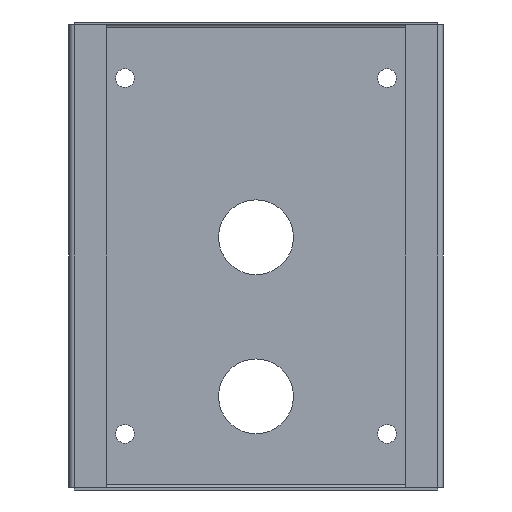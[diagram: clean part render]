
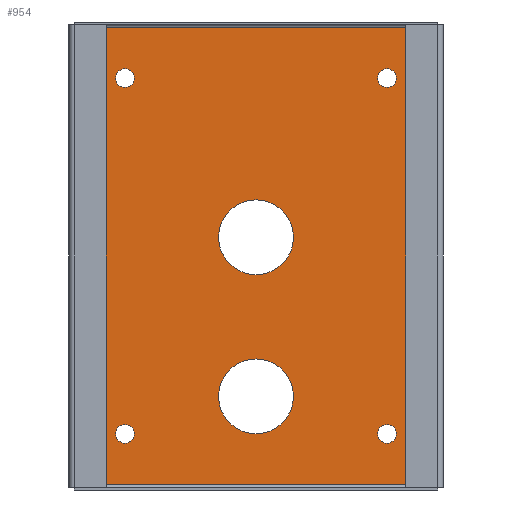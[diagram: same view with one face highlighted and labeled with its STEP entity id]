
A CAD part, front view. The second image highlights one B-rep face of the part: STEP entity #954.
In plain terms, the highlighted planar face has unit normal (0, -1, 0).
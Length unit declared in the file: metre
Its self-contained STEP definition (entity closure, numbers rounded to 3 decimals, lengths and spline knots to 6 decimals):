
#20=LINE('',#1455,#116);
#21=LINE('',#1458,#117);
#22=LINE('',#1460,#118);
#23=LINE('',#1462,#119);
#116=VECTOR('',#1165,1.);
#117=VECTOR('',#1166,1.);
#118=VECTOR('',#1167,1.);
#119=VECTOR('',#1168,1.);
#212=PLANE('',#1043);
#270=ORIENTED_EDGE('',*,*,#522,.F.);
#271=ORIENTED_EDGE('',*,*,#524,.F.);
#272=ORIENTED_EDGE('',*,*,#526,.T.);
#273=ORIENTED_EDGE('',*,*,#528,.F.);
#274=ORIENTED_EDGE('',*,*,#530,.F.);
#275=ORIENTED_EDGE('',*,*,#534,.T.);
#276=ORIENTED_EDGE('',*,*,#535,.F.);
#277=ORIENTED_EDGE('',*,*,#536,.T.);
#278=ORIENTED_EDGE('',*,*,#537,.T.);
#279=ORIENTED_EDGE('',*,*,#532,.T.);
#522=EDGE_CURVE('',#654,#654,#730,.T.);
#524=EDGE_CURVE('',#656,#656,#732,.T.);
#526=EDGE_CURVE('',#658,#658,#734,.F.);
#528=EDGE_CURVE('',#660,#660,#736,.T.);
#530=EDGE_CURVE('',#662,#662,#738,.T.);
#532=EDGE_CURVE('',#664,#664,#740,.F.);
#534=EDGE_CURVE('',#666,#667,#20,.T.);
#535=EDGE_CURVE('',#668,#667,#21,.F.);
#536=EDGE_CURVE('',#668,#669,#22,.T.);
#537=EDGE_CURVE('',#669,#666,#23,.T.);
#654=VERTEX_POINT('',#1426);
#656=VERTEX_POINT('',#1431);
#658=VERTEX_POINT('',#1436);
#660=VERTEX_POINT('',#1441);
#662=VERTEX_POINT('',#1446);
#664=VERTEX_POINT('',#1451);
#666=VERTEX_POINT('',#1456);
#667=VERTEX_POINT('',#1457);
#668=VERTEX_POINT('',#1459);
#669=VERTEX_POINT('',#1461);
#730=CIRCLE('',#1026,0.005);
#732=CIRCLE('',#1029,0.005);
#734=CIRCLE('',#1032,0.005);
#736=CIRCLE('',#1035,0.02);
#738=CIRCLE('',#1038,0.02);
#740=CIRCLE('',#1041,0.005);
#778=EDGE_LOOP('',(#270));
#779=EDGE_LOOP('',(#271));
#780=EDGE_LOOP('',(#272));
#781=EDGE_LOOP('',(#273));
#782=EDGE_LOOP('',(#274));
#783=EDGE_LOOP('',(#275,#276,#277,#278));
#784=EDGE_LOOP('',(#279));
#860=FACE_BOUND('',#778,.T.);
#861=FACE_BOUND('',#779,.T.);
#862=FACE_BOUND('',#780,.T.);
#863=FACE_BOUND('',#781,.T.);
#864=FACE_BOUND('',#782,.T.);
#865=FACE_BOUND('',#783,.T.);
#866=FACE_BOUND('',#784,.T.);
#954=ADVANCED_FACE('',(#860,#861,#862,#863,#864,#865,#866),#212,.T.);
#1026=AXIS2_PLACEMENT_3D('',#1425,#1129,#1130);
#1029=AXIS2_PLACEMENT_3D('',#1430,#1135,#1136);
#1032=AXIS2_PLACEMENT_3D('',#1435,#1141,#1142);
#1035=AXIS2_PLACEMENT_3D('',#1440,#1147,#1148);
#1038=AXIS2_PLACEMENT_3D('',#1445,#1153,#1154);
#1041=AXIS2_PLACEMENT_3D('',#1450,#1159,#1160);
#1043=AXIS2_PLACEMENT_3D('',#1454,#1163,#1164);
#1129=DIRECTION('',(0.,-1.,0.));
#1130=DIRECTION('',(0.,0.,-1.));
#1135=DIRECTION('',(0.,-1.,0.));
#1136=DIRECTION('',(0.,0.,-1.));
#1141=DIRECTION('',(0.,-1.,0.));
#1142=DIRECTION('',(0.,0.,-1.));
#1147=DIRECTION('',(0.,-1.,0.));
#1148=DIRECTION('',(0.,0.,-1.));
#1153=DIRECTION('',(0.,-1.,0.));
#1154=DIRECTION('',(0.,0.,-1.));
#1159=DIRECTION('',(0.,-1.,0.));
#1160=DIRECTION('',(0.,0.,-1.));
#1163=DIRECTION('',(0.,-1.,0.));
#1164=DIRECTION('',(0.,0.,-1.));
#1165=DIRECTION('',(-1.,0.,0.));
#1166=DIRECTION('',(0.,0.,-1.));
#1167=DIRECTION('',(1.,0.,0.));
#1168=DIRECTION('',(0.,0.,1.));
#1425=CARTESIAN_POINT('',(0.15,0.0985,0.2185));
#1426=CARTESIAN_POINT('',(0.15,0.0985,0.2135));
#1430=CARTESIAN_POINT('',(0.01,0.0985,0.2185));
#1431=CARTESIAN_POINT('',(0.01,0.0985,0.2135));
#1435=CARTESIAN_POINT('',(0.01,0.0985,0.0285));
#1436=CARTESIAN_POINT('',(0.01,0.0985,0.0235));
#1440=CARTESIAN_POINT('',(0.08,0.0985,0.1335));
#1441=CARTESIAN_POINT('',(0.08,0.0985,0.1135));
#1445=CARTESIAN_POINT('',(0.08,0.0985,0.0485));
#1446=CARTESIAN_POINT('',(0.08,0.0985,0.0285));
#1450=CARTESIAN_POINT('',(0.15,0.0985,0.0285));
#1451=CARTESIAN_POINT('',(0.15,0.0985,0.0235));
#1454=CARTESIAN_POINT('',(0.072276,0.0985,0.));
#1455=CARTESIAN_POINT('',(0.072276,0.0985,0.2455));
#1456=CARTESIAN_POINT('',(0.177,0.0985,0.2455));
#1457=CARTESIAN_POINT('',(-0.017,0.0985,0.2455));
#1458=CARTESIAN_POINT('',(-0.017,0.0985,0.));
#1459=CARTESIAN_POINT('',(-0.017,0.0985,0.0015));
#1460=CARTESIAN_POINT('',(0.072276,0.0985,0.0015));
#1461=CARTESIAN_POINT('',(0.177,0.0985,0.0015));
#1462=CARTESIAN_POINT('',(0.177,0.0985,0.));
